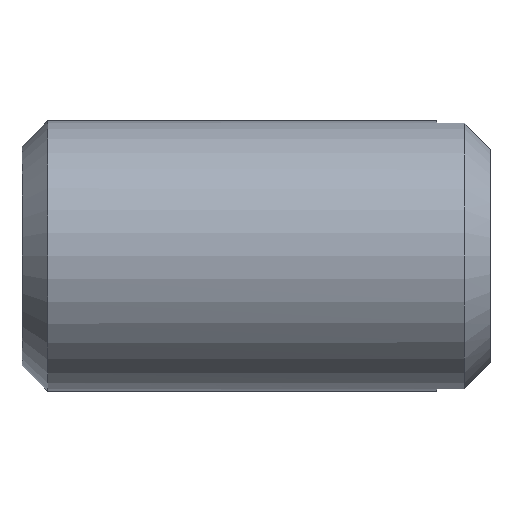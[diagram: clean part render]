
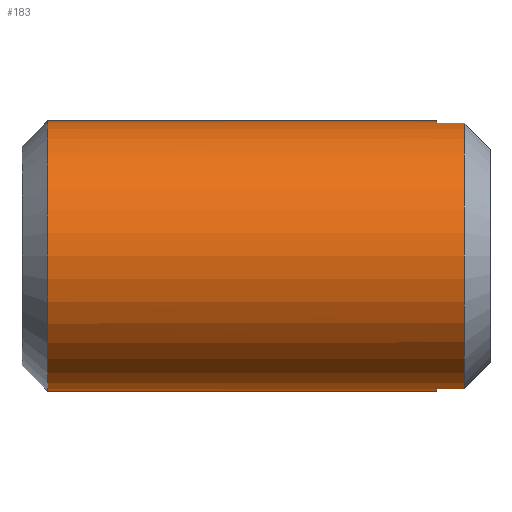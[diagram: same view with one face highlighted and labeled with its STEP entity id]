
A CAD part, left-side view. The second image highlights one B-rep face of the part: STEP entity #183.
In plain terms, the highlighted cylindrical face has radius 6.35 mm (diameter 12.7 mm), a partial arc.
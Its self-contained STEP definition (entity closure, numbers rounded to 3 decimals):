
#8 = CARTESIAN_POINT ( 'NONE',  ( -1.15, 22., 6.245 ) ) ;
#34 = CIRCLE ( 'NONE', #576, 6.35 ) ;
#58 = VERTEX_POINT ( 'NONE', #305 ) ;
#74 = EDGE_CURVE ( 'NONE', #167, #141, #294, .T. ) ;
#77 = EDGE_CURVE ( 'NONE', #122, #58, #600, .T. ) ;
#90 = CARTESIAN_POINT ( 'NONE',  ( 0., 20.8, 6.35 ) ) ;
#91 = DIRECTION ( 'NONE',  ( 0., 0., 1. ) ) ;
#104 = DIRECTION ( 'NONE',  ( 0., 0., -1. ) ) ;
#105 = VERTEX_POINT ( 'NONE', #650 ) ;
#107 = DIRECTION ( 'NONE',  ( 0., 0., -1. ) ) ;
#108 = LINE ( 'NONE', #664, #566 ) ;
#111 = ORIENTED_EDGE ( 'NONE', *, *, #114, .T. ) ;
#114 = EDGE_CURVE ( 'NONE', #58, #105, #332, .T. ) ;
#116 = EDGE_CURVE ( 'NONE', #167, #279, #721, .T. ) ;
#119 = CARTESIAN_POINT ( 'NONE',  ( 0., 20.8, -6.35 ) ) ;
#122 = VERTEX_POINT ( 'NONE', #348 ) ;
#141 = VERTEX_POINT ( 'NONE', #119 ) ;
#151 = ORIENTED_EDGE ( 'NONE', *, *, #237, .F. ) ;
#167 = VERTEX_POINT ( 'NONE', #90 ) ;
#183 = ADVANCED_FACE ( 'NONE', ( #362 ), #321, .T. ) ;
#202 = CARTESIAN_POINT ( 'NONE',  ( 0., 22., 6.35 ) ) ;
#218 = AXIS2_PLACEMENT_3D ( 'NONE', #452, #560, #91 ) ;
#224 = CARTESIAN_POINT ( 'NONE',  ( 0., 2.5, 0. ) ) ;
#237 = EDGE_CURVE ( 'NONE', #279, #105, #34, .T. ) ;
#248 = CARTESIAN_POINT ( 'NONE',  ( 0., 2.5, 0. ) ) ;
#249 = VERTEX_POINT ( 'NONE', #351 ) ;
#253 = VERTEX_POINT ( 'NONE', #304 ) ;
#262 = ORIENTED_EDGE ( 'NONE', *, *, #116, .F. ) ;
#270 = CARTESIAN_POINT ( 'NONE',  ( 0., 20.8, 0. ) ) ;
#279 = VERTEX_POINT ( 'NONE', #746 ) ;
#291 = EDGE_CURVE ( 'NONE', #253, #249, #474, .T. ) ;
#294 = CIRCLE ( 'NONE', #624, 6.35 ) ;
#304 = CARTESIAN_POINT ( 'NONE',  ( -1.15, 2.5, -6.245 ) ) ;
#305 = CARTESIAN_POINT ( 'NONE',  ( -1.15, 1.2, 6.245 ) ) ;
#321 = CYLINDRICAL_SURFACE ( 'NONE', #642, 6.35 ) ;
#328 = VECTOR ( 'NONE', #481, 1000. ) ;
#332 = LINE ( 'NONE', #8, #634 ) ;
#335 = EDGE_LOOP ( 'NONE', ( #262, #485, #618, #679, #423, #342, #111, #151 ) ) ;
#338 = DIRECTION ( 'NONE',  ( 0., 1., 0. ) ) ;
#342 = ORIENTED_EDGE ( 'NONE', *, *, #77, .T. ) ;
#348 = CARTESIAN_POINT ( 'NONE',  ( -1.15, 1.2, -6.245 ) ) ;
#351 = CARTESIAN_POINT ( 'NONE',  ( 0., 2.5, -6.35 ) ) ;
#362 = FACE_OUTER_BOUND ( 'NONE', #335, .T. ) ;
#404 = DIRECTION ( 'NONE',  ( 0., 0., -1. ) ) ;
#408 = CARTESIAN_POINT ( 'NONE',  ( 0., 22., 0. ) ) ;
#423 = ORIENTED_EDGE ( 'NONE', *, *, #456, .T. ) ;
#425 = DIRECTION ( 'NONE',  ( 0., -1., 0. ) ) ;
#447 = VECTOR ( 'NONE', #692, 1000. ) ;
#452 = CARTESIAN_POINT ( 'NONE',  ( 0., 1.2, 0. ) ) ;
#456 = EDGE_CURVE ( 'NONE', #253, #122, #701, .T. ) ;
#460 = DIRECTION ( 'NONE',  ( 0., -1., 0. ) ) ;
#474 = CIRCLE ( 'NONE', #476, 6.35 ) ;
#476 = AXIS2_PLACEMENT_3D ( 'NONE', #224, #697, #107 ) ;
#481 = DIRECTION ( 'NONE',  ( 0., -1., 0. ) ) ;
#485 = ORIENTED_EDGE ( 'NONE', *, *, #74, .T. ) ;
#515 = DIRECTION ( 'NONE',  ( 0., 0., 1. ) ) ;
#532 = DIRECTION ( 'NONE',  ( 0., -1., 0. ) ) ;
#534 = EDGE_CURVE ( 'NONE', #141, #249, #108, .T. ) ;
#560 = DIRECTION ( 'NONE',  ( 0., 1., 0. ) ) ;
#566 = VECTOR ( 'NONE', #532, 1000. ) ;
#571 = DIRECTION ( 'NONE',  ( 0., -1., 0. ) ) ;
#576 = AXIS2_PLACEMENT_3D ( 'NONE', #248, #460, #104 ) ;
#600 = CIRCLE ( 'NONE', #218, 6.35 ) ;
#618 = ORIENTED_EDGE ( 'NONE', *, *, #534, .T. ) ;
#624 = AXIS2_PLACEMENT_3D ( 'NONE', #270, #571, #515 ) ;
#634 = VECTOR ( 'NONE', #338, 1000. ) ;
#642 = AXIS2_PLACEMENT_3D ( 'NONE', #408, #425, #404 ) ;
#650 = CARTESIAN_POINT ( 'NONE',  ( -1.15, 2.5, 6.245 ) ) ;
#664 = CARTESIAN_POINT ( 'NONE',  ( 0., 22., -6.35 ) ) ;
#679 = ORIENTED_EDGE ( 'NONE', *, *, #291, .F. ) ;
#692 = DIRECTION ( 'NONE',  ( 0., -1., 0. ) ) ;
#697 = DIRECTION ( 'NONE',  ( 0., -1., 0. ) ) ;
#701 = LINE ( 'NONE', #732, #447 ) ;
#721 = LINE ( 'NONE', #202, #328 ) ;
#732 = CARTESIAN_POINT ( 'NONE',  ( -1.15, 22., -6.245 ) ) ;
#746 = CARTESIAN_POINT ( 'NONE',  ( 0., 2.5, 6.35 ) ) ;
